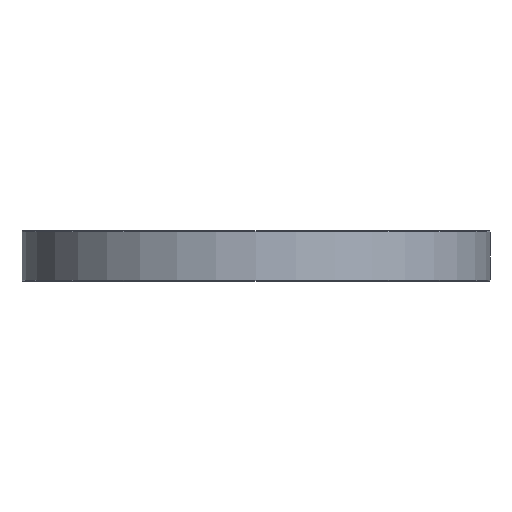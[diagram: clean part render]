
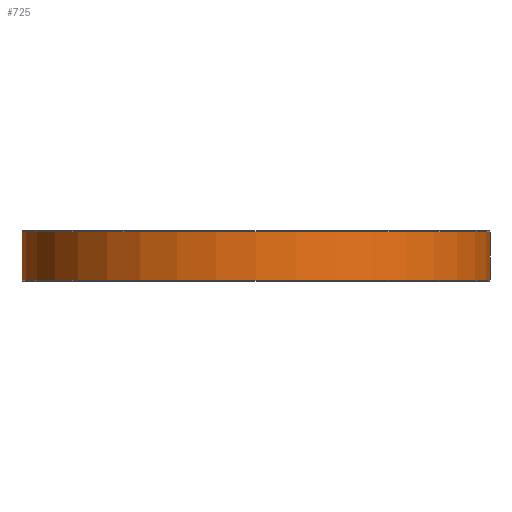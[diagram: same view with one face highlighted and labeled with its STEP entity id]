
A CAD part, front view. The second image highlights one B-rep face of the part: STEP entity #725.
In plain terms, the highlighted cylindrical face has radius 101.5 mm (diameter 203 mm), a full revolution.
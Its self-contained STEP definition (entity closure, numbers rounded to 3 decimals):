
#122=CARTESIAN_POINT('',(101.486,1.658,0.5));
#123=VERTEX_POINT('',#122);
#139=CARTESIAN_POINT('',(101.486,-1.658,0.5));
#140=VERTEX_POINT('',#139);
#141=CARTESIAN_POINT('',(101.486,-1.658,0.5));
#142=CARTESIAN_POINT('',(101.491,-1.397,0.673));
#143=CARTESIAN_POINT('',(101.494,-1.103,0.808));
#144=CARTESIAN_POINT('',(101.497,-0.799,0.892));
#145=CARTESIAN_POINT('',(101.498,-0.592,0.949));
#146=CARTESIAN_POINT('',(101.499,-0.38,0.983));
#147=CARTESIAN_POINT('',(101.5,-0.173,0.995));
#148=CARTESIAN_POINT('',(101.5,0.003,1.005));
#149=CARTESIAN_POINT('',(101.5,0.175,1.));
#150=CARTESIAN_POINT('',(101.499,0.353,0.979));
#151=CARTESIAN_POINT('',(101.498,0.747,0.932));
#152=CARTESIAN_POINT('',(101.494,1.148,0.801));
#153=CARTESIAN_POINT('',(101.489,1.499,0.599));
#154=CARTESIAN_POINT('',(101.488,1.553,0.567));
#155=CARTESIAN_POINT('',(101.487,1.606,0.534));
#156=CARTESIAN_POINT('',(101.486,1.658,0.5));
#157=B_SPLINE_CURVE_WITH_KNOTS('',3,(#141,#142,#143,#144,#145,#146,#147,#148,#149,#150,#151,#152,#153,#154,#155,#156),.UNSPECIFIED.,.F.,.U.,(4,3,3,3,3,4),(1.188,1.278,1.339,1.391,1.506,1.524),.UNSPECIFIED.);
#158=EDGE_CURVE('',#140,#123,#157,.T.);
#417=CARTESIAN_POINT('',(-101.486,-1.658,0.5));
#418=VERTEX_POINT('',#417);
#419=CARTESIAN_POINT('',(0.0,0.0,0.5));
#420=DIRECTION('',(0.0,0.0,-1.0));
#421=DIRECTION('',(-1.0,0.0,0.0));
#422=AXIS2_PLACEMENT_3D('',#419,#420,#421);
#423=CIRCLE('',#422,101.5);
#424=EDGE_CURVE('',#140,#418,#423,.T.);
#482=CARTESIAN_POINT('',(-101.486,1.658,0.5));
#483=VERTEX_POINT('',#482);
#484=CARTESIAN_POINT('',(-101.486,1.658,0.5));
#485=CARTESIAN_POINT('',(-101.491,1.397,0.673));
#486=CARTESIAN_POINT('',(-101.494,1.103,0.808));
#487=CARTESIAN_POINT('',(-101.497,0.799,0.892));
#488=CARTESIAN_POINT('',(-101.498,0.592,0.949));
#489=CARTESIAN_POINT('',(-101.499,0.38,0.983));
#490=CARTESIAN_POINT('',(-101.5,0.173,0.995));
#491=CARTESIAN_POINT('',(-101.5,-0.003,1.005));
#492=CARTESIAN_POINT('',(-101.5,-0.175,1.));
#493=CARTESIAN_POINT('',(-101.499,-0.353,0.979));
#494=CARTESIAN_POINT('',(-101.498,-0.747,0.932));
#495=CARTESIAN_POINT('',(-101.494,-1.148,0.801));
#496=CARTESIAN_POINT('',(-101.489,-1.499,0.599));
#497=CARTESIAN_POINT('',(-101.488,-1.553,0.567));
#498=CARTESIAN_POINT('',(-101.487,-1.606,0.534));
#499=CARTESIAN_POINT('',(-101.486,-1.658,0.5));
#500=B_SPLINE_CURVE_WITH_KNOTS('',3,(#484,#485,#486,#487,#488,#489,#490,#491,#492,#493,#494,#495,#496,#497,#498,#499),.UNSPECIFIED.,.F.,.U.,(4,3,3,3,3,4),(0.284,0.374,0.435,0.487,0.602,0.62),.UNSPECIFIED.);
#501=EDGE_CURVE('',#483,#418,#500,.T.);
#649=CARTESIAN_POINT('',(0.0,0.0,0.0));
#650=DIRECTION('',(0.0,0.0,1.0));
#651=DIRECTION('',(-1.0,0.0,0.0));
#652=AXIS2_PLACEMENT_3D('',#649,#650,#651);
#653=CYLINDRICAL_SURFACE('',#652,101.5);
#654=ORIENTED_EDGE('',*,*,#158,.T.);
#655=CARTESIAN_POINT('',(0.0,0.0,0.5));
#656=DIRECTION('',(0.0,0.0,-1.0));
#657=DIRECTION('',(-1.0,0.0,0.0));
#658=AXIS2_PLACEMENT_3D('',#655,#656,#657);
#659=CIRCLE('',#658,101.5);
#660=EDGE_CURVE('',#483,#123,#659,.T.);
#661=ORIENTED_EDGE('',*,*,#660,.F.);
#662=ORIENTED_EDGE('',*,*,#501,.T.);
#663=ORIENTED_EDGE('',*,*,#424,.F.);
#664=EDGE_LOOP('',(#654,#661,#662,#663));
#665=FACE_OUTER_BOUND('',#664,.T.);
#666=CARTESIAN_POINT('',(101.486,1.658,21.5));
#667=VERTEX_POINT('',#666);
#668=CARTESIAN_POINT('',(101.486,-1.658,21.5));
#669=VERTEX_POINT('',#668);
#670=CARTESIAN_POINT('',(101.486,1.658,21.5));
#671=CARTESIAN_POINT('',(101.491,1.397,21.327));
#672=CARTESIAN_POINT('',(101.494,1.103,21.192));
#673=CARTESIAN_POINT('',(101.497,0.799,21.108));
#674=CARTESIAN_POINT('',(101.498,0.592,21.051));
#675=CARTESIAN_POINT('',(101.499,0.38,21.017));
#676=CARTESIAN_POINT('',(101.5,0.173,21.005));
#677=CARTESIAN_POINT('',(101.5,-0.003,20.995));
#678=CARTESIAN_POINT('',(101.5,-0.175,21.));
#679=CARTESIAN_POINT('',(101.499,-0.353,21.021));
#680=CARTESIAN_POINT('',(101.498,-0.747,21.068));
#681=CARTESIAN_POINT('',(101.494,-1.148,21.199));
#682=CARTESIAN_POINT('',(101.489,-1.499,21.401));
#683=CARTESIAN_POINT('',(101.488,-1.553,21.433));
#684=CARTESIAN_POINT('',(101.487,-1.606,21.466));
#685=CARTESIAN_POINT('',(101.486,-1.658,21.5));
#686=B_SPLINE_CURVE_WITH_KNOTS('',3,(#670,#671,#672,#673,#674,#675,#676,#677,#678,#679,#680,#681,#682,#683,#684,#685),.UNSPECIFIED.,.F.,.U.,(4,3,3,3,3,4),(1.188,1.278,1.339,1.391,1.506,1.524),.UNSPECIFIED.);
#687=EDGE_CURVE('',#667,#669,#686,.T.);
#688=ORIENTED_EDGE('',*,*,#687,.T.);
#689=CARTESIAN_POINT('',(-101.486,-1.658,21.5));
#690=VERTEX_POINT('',#689);
#691=CARTESIAN_POINT('',(0.0,0.0,21.5));
#692=DIRECTION('',(0.0,0.0,1.0));
#693=DIRECTION('',(-1.0,0.0,0.0));
#694=AXIS2_PLACEMENT_3D('',#691,#692,#693);
#695=CIRCLE('',#694,101.5);
#696=EDGE_CURVE('',#690,#669,#695,.T.);
#697=ORIENTED_EDGE('',*,*,#696,.F.);
#698=CARTESIAN_POINT('',(-101.486,1.658,21.5));
#699=VERTEX_POINT('',#698);
#700=CARTESIAN_POINT('',(-101.486,-1.658,21.5));
#701=CARTESIAN_POINT('',(-101.492,-1.323,21.278));
#702=CARTESIAN_POINT('',(-101.496,-0.932,21.12));
#703=CARTESIAN_POINT('',(-101.499,-0.538,21.049));
#704=CARTESIAN_POINT('',(-101.5,-0.363,21.017));
#705=CARTESIAN_POINT('',(-101.5,-0.188,21.001));
#706=CARTESIAN_POINT('',(-101.5,-0.018,21.));
#707=CARTESIAN_POINT('',(-101.5,0.156,20.999));
#708=CARTESIAN_POINT('',(-101.5,0.334,21.013));
#709=CARTESIAN_POINT('',(-101.499,0.513,21.044));
#710=CARTESIAN_POINT('',(-101.497,0.916,21.114));
#711=CARTESIAN_POINT('',(-101.492,1.316,21.273));
#712=CARTESIAN_POINT('',(-101.486,1.658,21.5));
#713=B_SPLINE_CURVE_WITH_KNOTS('',3,(#700,#701,#702,#703,#704,#705,#706,#707,#708,#709,#710,#711,#712),.UNSPECIFIED.,.F.,.U.,(4,3,3,3,4),(0.284,0.399,0.45,0.502,0.62),.UNSPECIFIED.);
#714=EDGE_CURVE('',#690,#699,#713,.T.);
#715=ORIENTED_EDGE('',*,*,#714,.T.);
#716=CARTESIAN_POINT('',(0.0,0.0,21.5));
#717=DIRECTION('',(0.0,0.0,1.0));
#718=DIRECTION('',(-1.0,0.0,0.0));
#719=AXIS2_PLACEMENT_3D('',#716,#717,#718);
#720=CIRCLE('',#719,101.5);
#721=EDGE_CURVE('',#667,#699,#720,.T.);
#722=ORIENTED_EDGE('',*,*,#721,.F.);
#723=EDGE_LOOP('',(#688,#697,#715,#722));
#724=FACE_BOUND('',#723,.T.);
#725=ADVANCED_FACE('',(#665,#724),#653,.T.);
